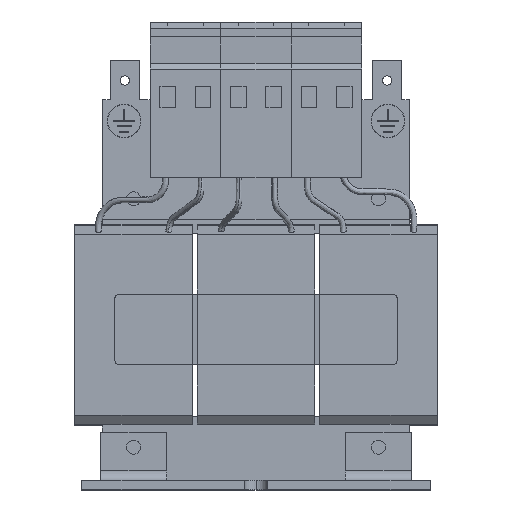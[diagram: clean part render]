
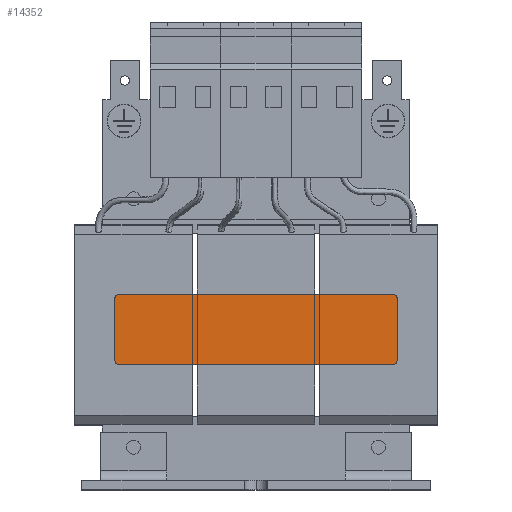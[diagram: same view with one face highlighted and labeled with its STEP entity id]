
A CAD part, top view. The second image highlights one B-rep face of the part: STEP entity #14352.
In plain terms, the highlighted planar face has unit normal (0, 0, 1).
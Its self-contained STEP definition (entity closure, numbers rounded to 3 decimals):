
#89 = DIRECTION ( 'NONE',  ( 0., 1., 0. ) ) ;
#197 = CARTESIAN_POINT ( 'NONE',  ( -29., 6.127, 17.7 ) ) ;
#1900 = LINE ( 'NONE', #4712, #16384 ) ;
#2042 = VECTOR ( 'NONE', #18620, 1000. ) ;
#2129 = CIRCLE ( 'NONE', #4782, 1. ) ;
#2134 = VERTEX_POINT ( 'NONE', #17988 ) ;
#2253 = DIRECTION ( 'NONE',  ( 0., 1., 0. ) ) ;
#2805 = CARTESIAN_POINT ( 'NONE',  ( -29., -7.873, 17.7 ) ) ;
#2910 = VERTEX_POINT ( 'NONE', #19412 ) ;
#3044 = ORIENTED_EDGE ( 'NONE', *, *, #19685, .T. ) ;
#3471 = DIRECTION ( 'NONE',  ( 0., 0., 1. ) ) ;
#3592 = CARTESIAN_POINT ( 'NONE',  ( 0., -1.373, 17.7 ) ) ;
#3866 = EDGE_CURVE ( 'NONE', #4941, #19341, #2129, .T. ) ;
#4086 = VERTEX_POINT ( 'NONE', #7421 ) ;
#4712 = CARTESIAN_POINT ( 'NONE',  ( -30., 6.127, 17.7 ) ) ;
#4782 = AXIS2_PLACEMENT_3D ( 'NONE', #6701, #13327, #2253 ) ;
#4941 = VERTEX_POINT ( 'NONE', #197 ) ;
#4986 = LINE ( 'NONE', #11306, #11282 ) ;
#5144 = PLANE ( 'NONE',  #7903 ) ;
#6008 = EDGE_CURVE ( 'NONE', #2910, #4941, #1900, .T. ) ;
#6123 = AXIS2_PLACEMENT_3D ( 'NONE', #11346, #3471, #16115 ) ;
#6422 = EDGE_CURVE ( 'NONE', #14306, #20264, #18335, .T. ) ;
#6501 = CARTESIAN_POINT ( 'NONE',  ( -30., 5.127, 17.7 ) ) ;
#6701 = CARTESIAN_POINT ( 'NONE',  ( -29., 5.127, 17.7 ) ) ;
#6735 = DIRECTION ( 'NONE',  ( 0., -1., 0. ) ) ;
#7191 = EDGE_CURVE ( 'NONE', #2134, #16436, #19337, .T. ) ;
#7421 = CARTESIAN_POINT ( 'NONE',  ( 30., 5.127, 17.7 ) ) ;
#7759 = EDGE_CURVE ( 'NONE', #4086, #2910, #14072, .T. ) ;
#7903 = AXIS2_PLACEMENT_3D ( 'NONE', #3592, #14377, #89 ) ;
#8253 = CARTESIAN_POINT ( 'NONE',  ( 29., -8.873, 17.7 ) ) ;
#8396 = DIRECTION ( 'NONE',  ( 1., 0., 0. ) ) ;
#8777 = CARTESIAN_POINT ( 'NONE',  ( 30., -8.873, 17.7 ) ) ;
#9123 = DIRECTION ( 'NONE',  ( 0., 0., 1. ) ) ;
#10098 = CARTESIAN_POINT ( 'NONE',  ( 30., -7.873, 17.7 ) ) ;
#10411 = AXIS2_PLACEMENT_3D ( 'NONE', #2805, #9123, #15447 ) ;
#11282 = VECTOR ( 'NONE', #6735, 1000. ) ;
#11306 = CARTESIAN_POINT ( 'NONE',  ( -30., -8.873, 17.7 ) ) ;
#11346 = CARTESIAN_POINT ( 'NONE',  ( 29., 5.127, 17.7 ) ) ;
#11512 = LINE ( 'NONE', #17838, #14345 ) ;
#11940 = EDGE_CURVE ( 'NONE', #16436, #14306, #11512, .T. ) ;
#12551 = ORIENTED_EDGE ( 'NONE', *, *, #7759, .T. ) ;
#12778 = DIRECTION ( 'NONE',  ( 0., 1., 0. ) ) ;
#13081 = CARTESIAN_POINT ( 'NONE',  ( 29., -7.873, 17.7 ) ) ;
#13327 = DIRECTION ( 'NONE',  ( 0., 0., 1. ) ) ;
#13933 = ORIENTED_EDGE ( 'NONE', *, *, #11940, .T. ) ;
#14072 = CIRCLE ( 'NONE', #6123, 1. ) ;
#14306 = VERTEX_POINT ( 'NONE', #8253 ) ;
#14345 = VECTOR ( 'NONE', #8396, 1000. ) ;
#14352 = ADVANCED_FACE ( 'Defeature ausgef�hrt1_10', ( #19340 ), #5144, .F. ) ;
#14377 = DIRECTION ( 'NONE',  ( 0., 0., -1. ) ) ;
#15441 = ORIENTED_EDGE ( 'NONE', *, *, #6422, .T. ) ;
#15447 = DIRECTION ( 'NONE',  ( 0., 1., 0. ) ) ;
#15993 = DIRECTION ( 'NONE',  ( -1., 0., 0. ) ) ;
#16115 = DIRECTION ( 'NONE',  ( 0., 1., 0. ) ) ;
#16350 = AXIS2_PLACEMENT_3D ( 'NONE', #13081, #19406, #12778 ) ;
#16384 = VECTOR ( 'NONE', #15993, 1000. ) ;
#16436 = VERTEX_POINT ( 'NONE', #20406 ) ;
#17838 = CARTESIAN_POINT ( 'NONE',  ( -30., -8.873, 17.7 ) ) ;
#17983 = ORIENTED_EDGE ( 'NONE', *, *, #7191, .T. ) ;
#17988 = CARTESIAN_POINT ( 'NONE',  ( -30., -7.873, 17.7 ) ) ;
#18309 = LINE ( 'NONE', #8777, #2042 ) ;
#18335 = CIRCLE ( 'NONE', #16350, 1. ) ;
#18467 = ORIENTED_EDGE ( 'NONE', *, *, #3866, .T. ) ;
#18540 = EDGE_CURVE ( 'NONE', #19341, #2134, #4986, .T. ) ;
#18620 = DIRECTION ( 'NONE',  ( 0., 1., 0. ) ) ;
#18995 = EDGE_LOOP ( 'NONE', ( #19443, #17983, #13933, #15441, #3044, #12551, #20342, #18467 ) ) ;
#19337 = CIRCLE ( 'NONE', #10411, 1. ) ;
#19340 = FACE_OUTER_BOUND ( 'NONE', #18995, .T. ) ;
#19341 = VERTEX_POINT ( 'NONE', #6501 ) ;
#19406 = DIRECTION ( 'NONE',  ( 0., 0., 1. ) ) ;
#19412 = CARTESIAN_POINT ( 'NONE',  ( 29., 6.127, 17.7 ) ) ;
#19443 = ORIENTED_EDGE ( 'NONE', *, *, #18540, .T. ) ;
#19685 = EDGE_CURVE ( 'NONE', #20264, #4086, #18309, .T. ) ;
#20264 = VERTEX_POINT ( 'NONE', #10098 ) ;
#20342 = ORIENTED_EDGE ( 'NONE', *, *, #6008, .T. ) ;
#20406 = CARTESIAN_POINT ( 'NONE',  ( -29., -8.873, 17.7 ) ) ;
